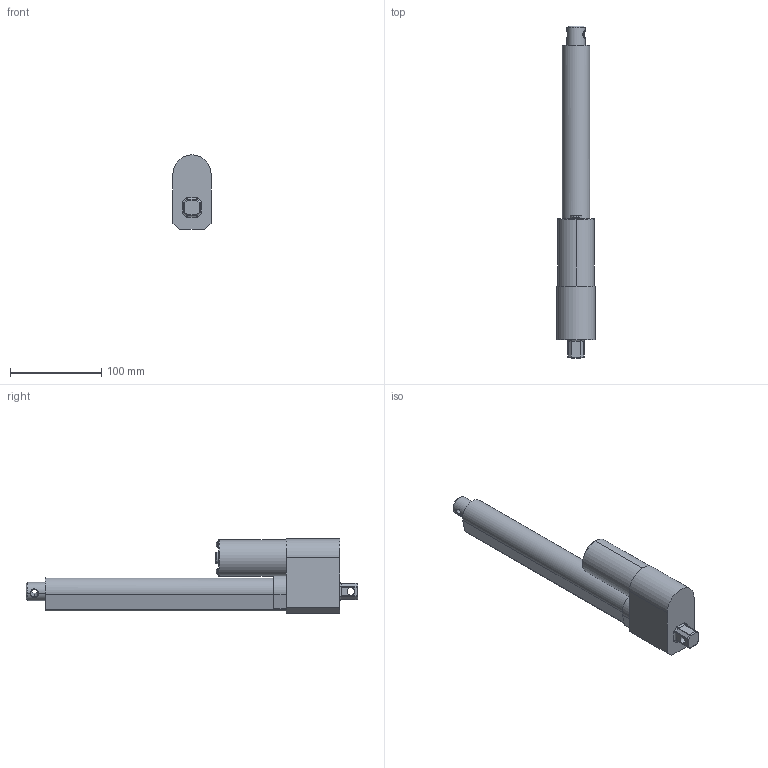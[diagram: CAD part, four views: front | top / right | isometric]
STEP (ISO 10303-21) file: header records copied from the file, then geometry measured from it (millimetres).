
FILE_DESCRIPTION (( 'STEP AP203' ), '1' );
FILE_NAME ('HDA8 assembly.STEP', '2014-07-24T13:29:08', ( 'Kyle' ), ( 'Microsoft' ), 'SwSTEP 2.0', 'SolidWorks 2014', '' );
FILE_SCHEMA (( 'CONFIG_CONTROL_DESIGN' ));
Length unit declared in the file: inch
Products named in the file (3): HDA8; HDA8 shaft; HDA8 assembly
Assembly tree (2 placements, depth 2):
  HDA8 assembly
    HDA8
    HDA8 shaft
Bounding box: 41.86 x 364.57 x 81.56 mm (x, y, z)
Volume: 541404.9 mm3; surface area: 95987.4 mm2
Topology: 2 solids, 2 shells, 122 faces, 294 edges, 166 vertices
Faces by surface type: cylinder 52, plane 40, bspline 12, torus 8, sphere 8, cone 2
Entity records: 7183 total; most frequent: CARTESIAN_POINT 4177, DIRECTION 582, ORIENTED_EDGE 556, EDGE_CURVE 278, AXIS2_PLACEMENT_3D 223, VERTEX_POINT 166, LINE 136, VECTOR 136
